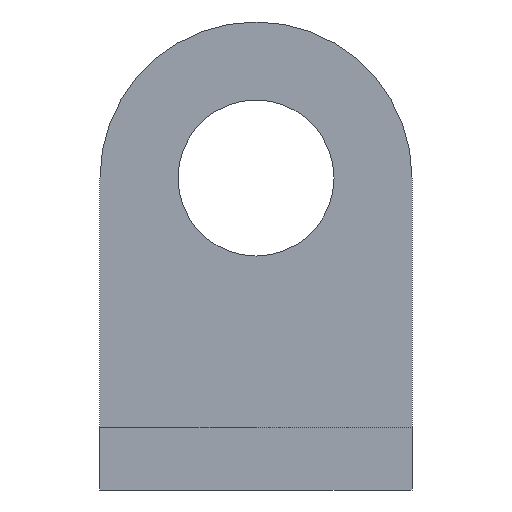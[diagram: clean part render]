
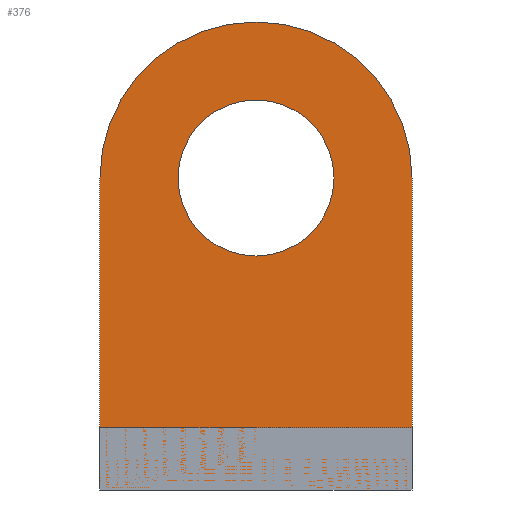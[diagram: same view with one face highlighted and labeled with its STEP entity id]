
A CAD part, left-side view. The second image highlights one B-rep face of the part: STEP entity #376.
In plain terms, the highlighted planar face has unit normal (-1, 0, 0).
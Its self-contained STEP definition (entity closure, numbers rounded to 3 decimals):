
#18=FACE_BOUND('',#69,.T.);
#25=PLANE('',#418);
#44=FACE_OUTER_BOUND('',#68,.T.);
#68=EDGE_LOOP('',(#281,#282,#283,#284));
#69=EDGE_LOOP('',(#285));
#96=LINE('',#581,#134);
#97=LINE('',#583,#135);
#98=LINE('',#584,#136);
#134=VECTOR('',#478,10.);
#135=VECTOR('',#479,10.);
#136=VECTOR('',#480,10.);
#165=CIRCLE('',#419,25.);
#166=CIRCLE('',#420,12.5);
#181=VERTEX_POINT('',#577);
#182=VERTEX_POINT('',#578);
#183=VERTEX_POINT('',#580);
#184=VERTEX_POINT('',#582);
#185=VERTEX_POINT('',#585);
#218=EDGE_CURVE('',#181,#182,#165,.T.);
#219=EDGE_CURVE('',#183,#181,#96,.T.);
#220=EDGE_CURVE('',#184,#183,#97,.T.);
#221=EDGE_CURVE('',#184,#182,#98,.T.);
#222=EDGE_CURVE('',#185,#185,#166,.T.);
#281=ORIENTED_EDGE('',*,*,#218,.F.);
#282=ORIENTED_EDGE('',*,*,#219,.F.);
#283=ORIENTED_EDGE('',*,*,#220,.F.);
#284=ORIENTED_EDGE('',*,*,#221,.T.);
#285=ORIENTED_EDGE('',*,*,#222,.T.);
#376=ADVANCED_FACE('',(#44,#18),#25,.T.);
#418=AXIS2_PLACEMENT_3D('',#576,#474,#475);
#419=AXIS2_PLACEMENT_3D('',#579,#476,#477);
#420=AXIS2_PLACEMENT_3D('',#586,#481,#482);
#474=DIRECTION('center_axis',(-1.,0.,0.));
#475=DIRECTION('ref_axis',(0.,-1.,0.));
#476=DIRECTION('center_axis',(1.,0.,0.));
#477=DIRECTION('ref_axis',(0.,-0.707,0.707));
#478=DIRECTION('',(0.,0.,1.));
#479=DIRECTION('',(0.,1.,0.));
#480=DIRECTION('',(0.,0.,1.));
#481=DIRECTION('center_axis',(1.,0.,0.));
#482=DIRECTION('ref_axis',(0.,1.,0.));
#576=CARTESIAN_POINT('Origin',(0.,50.,0.));
#577=CARTESIAN_POINT('',(0.,50.,50.));
#578=CARTESIAN_POINT('',(0.,0.,50.));
#579=CARTESIAN_POINT('Origin',(0.,25.,50.));
#580=CARTESIAN_POINT('',(0.,50.,0.));
#581=CARTESIAN_POINT('',(0.,50.,0.));
#582=CARTESIAN_POINT('',(0.,0.,0.));
#583=CARTESIAN_POINT('',(0.,0.,0.));
#584=CARTESIAN_POINT('',(0.,0.,0.));
#585=CARTESIAN_POINT('',(0.,12.5,50.));
#586=CARTESIAN_POINT('Origin',(0.,25.,50.));
